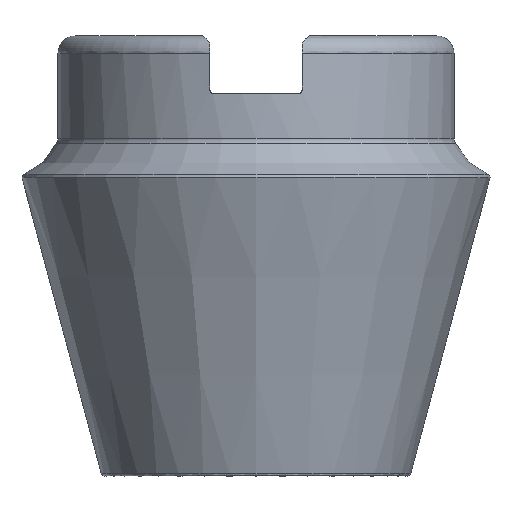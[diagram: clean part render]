
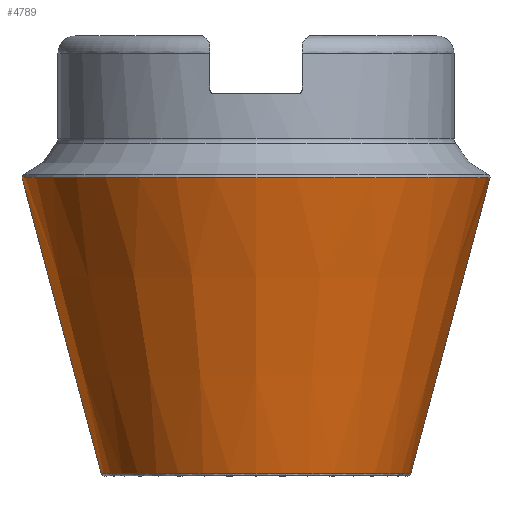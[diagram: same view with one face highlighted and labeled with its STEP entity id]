
A CAD part, left-side view. The second image highlights one B-rep face of the part: STEP entity #4789.
In plain terms, the highlighted conical face has half-angle 15 degrees and reference radius 22.076 mm.
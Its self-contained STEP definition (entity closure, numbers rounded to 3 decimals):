
#2848=CARTESIAN_POINT('',(0.,0.,49.709));
#2849=DIRECTION('',(0.,0.,-1.));
#2850=DIRECTION('',(0.,1.,0.));
#2851=AXIS2_PLACEMENT_3D('',#2848,#2849,#2850);
#2856=CARTESIAN_POINT('',(0.,17.578,49.709));
#2892=CARTESIAN_POINT('',(0.,-17.578,49.709));
#3709=CARTESIAN_POINT('',(0.,26.573,16.138));
#3745=CARTESIAN_POINT('',(0.,-26.573,16.138));
#3758=DIRECTION('',(0.,-0.259,0.966));
#3759=VECTOR('',#3758,34.755);
#3760=CARTESIAN_POINT('',(0.,26.573,16.138));
#3761=LINE('',#3760,#3759);
#3765=DIRECTION('',(0.,0.259,0.966));
#3766=VECTOR('',#3765,34.755);
#3767=CARTESIAN_POINT('',(0.,-26.573,16.138));
#3768=LINE('',#3767,#3766);
#3780=CARTESIAN_POINT('',(0.,0.,16.138));
#3781=DIRECTION('',(0.,0.,-1.));
#3782=DIRECTION('',(0.,1.,0.));
#3783=AXIS2_PLACEMENT_3D('',#3780,#3781,#3782);
#3788=VERTEX_POINT('',#2856);
#3800=VERTEX_POINT('',#3709);
#3801=VERTEX_POINT('',#2892);
#3813=VERTEX_POINT('',#3745);
#4778=CARTESIAN_POINT('',(0.,0.,32.924));
#4779=DIRECTION('',(0.,0.,-1.));
#4780=DIRECTION('',(0.,-1.,0.));
#4781=AXIS2_PLACEMENT_3D('',#4778,#4779,#4780);
#4782=CONICAL_SURFACE('',#4781,22.076,15.);
#4783=ORIENTED_EDGE('',*,*,#4769,.F.);
#4784=ORIENTED_EDGE('',*,*,#4714,.T.);
#4785=ORIENTED_EDGE('',*,*,#4772,.T.);
#4786=ORIENTED_EDGE('',*,*,#3853,.F.);
#4787=EDGE_LOOP('',(#4783,#4784,#4785,#4786));
#4788=FACE_OUTER_BOUND('',#4787,.F.);
#4789=ADVANCED_FACE('',(#4788),#4782,.T.);
#2852=CIRCLE('',#2851,17.578);
#3784=CIRCLE('',#3783,26.573);
#3853=EDGE_CURVE('',#3788,#3801,#2852,.T.);
#4714=EDGE_CURVE('',#3800,#3813,#3784,.T.);
#4769=EDGE_CURVE('',#3800,#3788,#3761,.T.);
#4772=EDGE_CURVE('',#3813,#3801,#3768,.T.);
